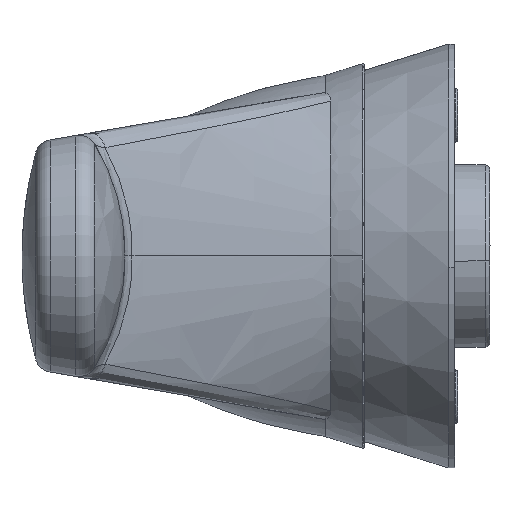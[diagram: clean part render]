
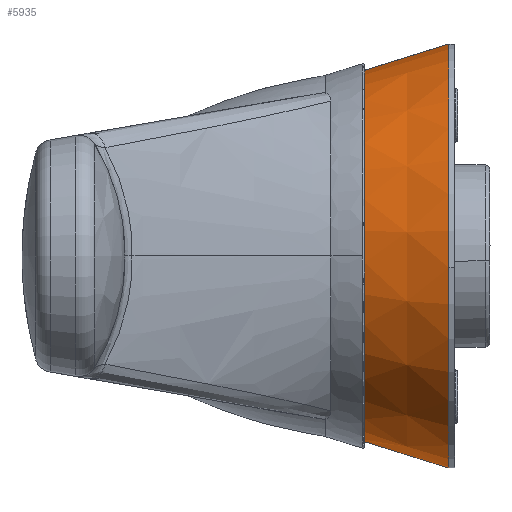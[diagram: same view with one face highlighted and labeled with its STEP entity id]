
A CAD part, left-side view. The second image highlights one B-rep face of the part: STEP entity #5935.
In plain terms, the highlighted conical face has half-angle 17.4 degrees and reference radius 32.546 mm.
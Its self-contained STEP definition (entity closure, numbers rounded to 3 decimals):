
#734=CARTESIAN_POINT('',(-1.661,0.795,630.341));
#735=CARTESIAN_POINT('',(-2.01,0.795,630.322));
#736=CARTESIAN_POINT('',(-2.708,0.795,630.272));
#737=CARTESIAN_POINT('',(-3.751,0.795,630.16));
#738=CARTESIAN_POINT('',(-4.79,0.795,630.013));
#739=CARTESIAN_POINT('',(-5.824,0.795,629.83));
#740=CARTESIAN_POINT('',(-6.85,0.795,629.611));
#741=CARTESIAN_POINT('',(-7.868,0.795,629.357));
#742=CARTESIAN_POINT('',(-8.877,0.795,629.068));
#743=CARTESIAN_POINT('',(-9.875,0.795,628.744));
#744=CARTESIAN_POINT('',(-10.862,0.795,628.386));
#745=CARTESIAN_POINT('',(-11.835,0.795,627.994));
#746=CARTESIAN_POINT('',(-12.794,0.795,627.569));
#747=CARTESIAN_POINT('',(-13.739,0.795,627.111));
#748=CARTESIAN_POINT('',(-14.666,0.795,626.621));
#749=CARTESIAN_POINT('',(-15.577,0.795,626.098));
#750=CARTESIAN_POINT('',(-16.468,0.795,625.545));
#751=CARTESIAN_POINT('',(-17.341,0.795,624.962));
#752=CARTESIAN_POINT('',(-18.192,0.795,624.348));
#753=CARTESIAN_POINT('',(-19.022,0.795,623.706));
#754=CARTESIAN_POINT('',(-19.829,0.795,623.035));
#755=CARTESIAN_POINT('',(-20.612,0.795,622.337));
#756=CARTESIAN_POINT('',(-21.371,0.795,621.612));
#757=CARTESIAN_POINT('',(-22.105,0.795,620.862));
#758=CARTESIAN_POINT('',(-22.812,0.795,620.086));
#759=CARTESIAN_POINT('',(-23.492,0.795,619.287));
#760=CARTESIAN_POINT('',(-24.144,0.795,618.465));
#761=CARTESIAN_POINT('',(-24.767,0.795,617.62));
#762=CARTESIAN_POINT('',(-25.36,0.795,616.755));
#763=CARTESIAN_POINT('',(-25.924,0.795,615.87));
#764=CARTESIAN_POINT('',(-26.456,0.795,614.965));
#765=CARTESIAN_POINT('',(-26.957,0.795,614.043));
#766=CARTESIAN_POINT('',(-27.426,0.795,613.104));
#767=CARTESIAN_POINT('',(-27.862,0.795,612.15));
#768=CARTESIAN_POINT('',(-28.265,0.795,611.181));
#769=CARTESIAN_POINT('',(-28.635,0.795,610.199));
#770=CARTESIAN_POINT('',(-28.97,0.795,609.204));
#771=CARTESIAN_POINT('',(-29.27,0.795,608.199));
#772=CARTESIAN_POINT('',(-29.536,0.795,607.184));
#773=CARTESIAN_POINT('',(-29.767,0.795,606.16));
#774=CARTESIAN_POINT('',(-29.962,0.795,605.129));
#775=CARTESIAN_POINT('',(-30.121,0.795,604.092));
#776=CARTESIAN_POINT('',(-30.245,0.795,603.049));
#777=CARTESIAN_POINT('',(-30.332,0.795,602.004));
#778=CARTESIAN_POINT('',(-30.383,0.795,600.956));
#779=CARTESIAN_POINT('',(-30.398,0.795,599.906));
#780=CARTESIAN_POINT('',(-30.377,0.795,598.857));
#781=CARTESIAN_POINT('',(-30.32,0.795,597.809));
#782=CARTESIAN_POINT('',(-30.227,0.795,596.764));
#783=CARTESIAN_POINT('',(-30.097,0.795,595.723));
#784=CARTESIAN_POINT('',(-29.932,0.795,594.686));
#785=CARTESIAN_POINT('',(-29.731,0.795,593.656));
#786=CARTESIAN_POINT('',(-29.494,0.795,592.634));
#787=CARTESIAN_POINT('',(-29.223,0.795,591.62));
#788=CARTESIAN_POINT('',(-28.916,0.795,590.617));
#789=CARTESIAN_POINT('',(-28.575,0.795,589.624));
#790=CARTESIAN_POINT('',(-28.2,0.795,588.644));
#791=CARTESIAN_POINT('',(-27.792,0.795,587.678));
#792=CARTESIAN_POINT('',(-27.35,0.795,586.726));
#793=CARTESIAN_POINT('',(-26.876,0.795,585.789));
#794=CARTESIAN_POINT('',(-26.369,0.795,584.87));
#795=CARTESIAN_POINT('',(-25.832,0.795,583.969));
#796=CARTESIAN_POINT('',(-25.263,0.795,583.087));
#797=CARTESIAN_POINT('',(-24.665,0.795,582.225));
#798=CARTESIAN_POINT('',(-24.037,0.795,581.384));
#799=CARTESIAN_POINT('',(-23.38,0.795,580.566));
#800=CARTESIAN_POINT('',(-22.695,0.795,579.77));
#801=CARTESIAN_POINT('',(-21.984,0.795,578.999));
#802=CARTESIAN_POINT('',(-21.246,0.795,578.253));
#803=CARTESIAN_POINT('',(-20.483,0.795,577.532));
#804=CARTESIAN_POINT('',(-19.696,0.795,576.839));
#805=CARTESIAN_POINT('',(-18.885,0.795,576.173));
#806=CARTESIAN_POINT('',(-18.051,0.795,575.535));
#807=CARTESIAN_POINT('',(-17.196,0.795,574.927));
#808=CARTESIAN_POINT('',(-16.321,0.795,574.348));
#809=CARTESIAN_POINT('',(-15.426,0.795,573.8));
#810=CARTESIAN_POINT('',(-14.512,0.795,573.283));
#811=CARTESIAN_POINT('',(-13.582,0.795,572.798));
#812=CARTESIAN_POINT('',(-12.635,0.795,572.346));
#813=CARTESIAN_POINT('',(-11.673,0.795,571.926));
#814=CARTESIAN_POINT('',(-10.698,0.795,571.54));
#815=CARTESIAN_POINT('',(-9.709,0.795,571.188));
#816=CARTESIAN_POINT('',(-8.709,0.795,570.87));
#817=CARTESIAN_POINT('',(-7.698,0.795,570.586));
#818=CARTESIAN_POINT('',(-6.679,0.795,570.338));
#819=CARTESIAN_POINT('',(-5.651,0.795,570.125));
#820=CARTESIAN_POINT('',(-4.617,0.795,569.948));
#821=CARTESIAN_POINT('',(-3.577,0.795,569.807));
#822=CARTESIAN_POINT('',(-2.533,0.795,569.701));
#823=CARTESIAN_POINT('',(-1.486,0.795,569.632));
#824=CARTESIAN_POINT('',(-0.437,0.795,
569.599));
#825=CARTESIAN_POINT('',(0.612,0.795,569.602));
#826=CARTESIAN_POINT('',(1.311,0.795,569.628));
#827=CARTESIAN_POINT('',(1.661,0.795,569.647));
#924=DIRECTION('',(0.016,-0.954,-0.299));
#925=VECTOR('',#924,14.404);
#926=CARTESIAN_POINT('',(1.661,0.795,569.647));
#927=LINE('',#926,#925);
#928=DIRECTION('',(-0.016,-0.954,0.299));
#929=VECTOR('',#928,14.404);
#930=CARTESIAN_POINT('',(-1.661,0.795,630.341));
#931=LINE('',#930,#929);
#951=CARTESIAN_POINT('',(0.,-12.951,599.994));
#952=DIRECTION('',(0.,1.,0.));
#953=DIRECTION('',(0.055,0.,-0.999));
#954=AXIS2_PLACEMENT_3D('',#951,#952,#953);
#3862=CARTESIAN_POINT('',(-1.896,-12.951,
634.641));
#3863=CARTESIAN_POINT('',(1.896,-12.951,565.347));
#3864=VERTEX_POINT('',#3862);
#3865=VERTEX_POINT('',#3863);
#3878=VERTEX_POINT('',#734);
#3879=VERTEX_POINT('',#827);
#5921=CARTESIAN_POINT('',(0.,-6.078,
599.994));
#5922=DIRECTION('',(0.,-1.,0.));
#5923=DIRECTION('',(0.055,0.,-0.999));
#5924=AXIS2_PLACEMENT_3D('',#5921,#5922,#5923);
#5925=CONICAL_SURFACE('',#5924,32.546,17.4);
#5926=ORIENTED_EDGE('',*,*,#5902,.F.);
#5928=ORIENTED_EDGE('',*,*,#5927,.T.);
#5930=ORIENTED_EDGE('',*,*,#5929,.F.);
#5932=ORIENTED_EDGE('',*,*,#5931,.F.);
#5933=EDGE_LOOP('',(#5926,#5928,#5930,#5932));
#5934=FACE_OUTER_BOUND('',#5933,.F.);
#828=B_SPLINE_CURVE_WITH_KNOTS('',3,(#734,#735,#736,#737,#738,#739,#740,#741,
#742,#743,#744,#745,#746,#747,#748,#749,#750,#751,#752,#753,#754,#755,#756,#757,
#758,#759,#760,#761,#762,#763,#764,#765,#766,#767,#768,#769,#770,#771,#772,#773,
#774,#775,#776,#777,#778,#779,#780,#781,#782,#783,#784,#785,#786,#787,#788,#789,
#790,#791,#792,#793,#794,#795,#796,#797,#798,#799,#800,#801,#802,#803,#804,#805,
#806,#807,#808,#809,#810,#811,#812,#813,#814,#815,#816,#817,#818,#819,#820,#821,
#822,#823,#824,#825,#826,#827),.UNSPECIFIED.,.F.,.F.,(4,1,1,1,1,1,1,1,1,1,1,1,1,
1,1,1,1,1,1,1,1,1,1,1,1,1,1,1,1,1,1,1,1,1,1,1,1,1,1,1,1,1,1,1,1,1,1,1,1,1,1,1,1,
1,1,1,1,1,1,1,1,1,1,1,1,1,1,1,1,1,1,1,1,1,1,1,1,1,1,1,1,1,1,1,1,1,1,1,1,1,1,4),(
0.,0.011,0.022,0.033,0.044,
0.055,0.066,0.077,0.088,
0.099,0.11,0.121,0.132,
0.143,0.154,0.165,0.176,
0.187,0.198,0.209,0.22,
0.231,0.242,0.253,0.264,
0.275,0.286,0.297,0.308,
0.319,0.33,0.341,0.352,
0.363,0.374,0.385,0.396,
0.407,0.418,0.429,0.44,
0.451,0.462,0.473,0.484,
0.495,0.505,0.516,0.527,
0.538,0.549,0.56,0.571,
0.582,0.593,0.604,0.615,
0.626,0.637,0.648,0.659,
0.67,0.681,0.692,0.703,
0.714,0.725,0.736,0.747,
0.758,0.769,0.78,0.791,
0.802,0.813,0.824,0.835,
0.846,0.857,0.868,0.879,
0.89,0.901,0.912,0.923,
0.934,0.945,0.956,0.967,
0.978,0.989,1.),.UNSPECIFIED.);
#955=CIRCLE('',#954,34.699);
#5902=EDGE_CURVE('',#3878,#3879,#828,.T.);
#5927=EDGE_CURVE('',#3878,#3864,#931,.T.);
#5929=EDGE_CURVE('',#3865,#3864,#955,.T.);
#5931=EDGE_CURVE('',#3879,#3865,#927,.T.);
#5935=ADVANCED_FACE('',(#5934),#5925,.T.);
